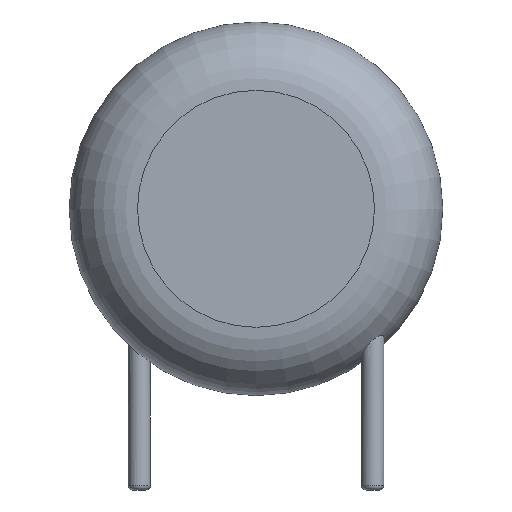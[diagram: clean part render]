
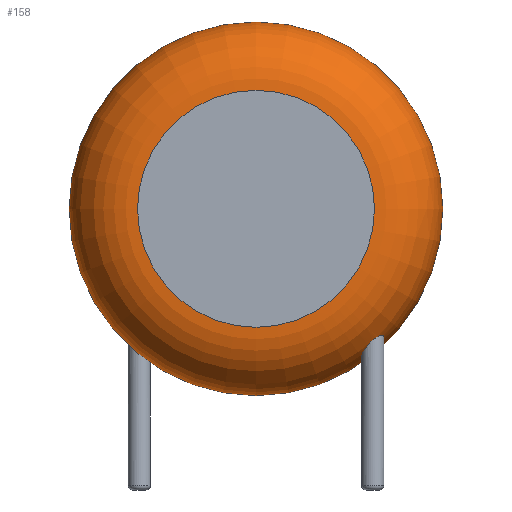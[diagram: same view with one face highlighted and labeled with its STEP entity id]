
A CAD part, front view. The second image highlights one B-rep face of the part: STEP entity #158.
In plain terms, the highlighted toroidal (fillet/blend) face has major radius 3.805 mm and minor radius 2.195 mm.
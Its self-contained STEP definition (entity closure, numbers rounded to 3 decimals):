
#24 = VERTEX_POINT('',#25);
#25 = CARTESIAN_POINT('',(9.75,-0.955,6.03));
#31 = EDGE_CURVE('',#24,#24,#32,.T.);
#32 = CIRCLE('',#33,6.);
#33 = AXIS2_PLACEMENT_3D('',#34,#35,#36);
#34 = CARTESIAN_POINT('',(3.75,-0.955,6.03));
#35 = DIRECTION('',(0.,-1.,0.));
#36 = DIRECTION('',(1.,0.,0.));
#158 = ADVANCED_FACE('',(#159,#179),#250,.T.);
#159 = FACE_BOUND('',#160,.T.);
#160 = EDGE_LOOP('',(#161,#162,#171,#178));
#161 = ORIENTED_EDGE('',*,*,#31,.T.);
#162 = ORIENTED_EDGE('',*,*,#163,.T.);
#163 = EDGE_CURVE('',#24,#164,#166,.T.);
#164 = VERTEX_POINT('',#165);
#165 = CARTESIAN_POINT('',(7.555,-3.15,6.03));
#166 = CIRCLE('',#167,2.195);
#167 = AXIS2_PLACEMENT_3D('',#168,#169,#170);
#168 = CARTESIAN_POINT('',(7.555,-0.955,6.03));
#169 = DIRECTION('',(0.,0.,-1.));
#170 = DIRECTION('',(1.,0.,0.));
#171 = ORIENTED_EDGE('',*,*,#172,.F.);
#172 = EDGE_CURVE('',#164,#164,#173,.T.);
#173 = CIRCLE('',#174,3.805);
#174 = AXIS2_PLACEMENT_3D('',#175,#176,#177);
#175 = CARTESIAN_POINT('',(3.75,-3.15,6.03));
#176 = DIRECTION('',(0.,-1.,0.));
#177 = DIRECTION('',(1.,0.,0.));
#178 = ORIENTED_EDGE('',*,*,#163,.F.);
#179 = FACE_BOUND('',#180,.T.);
#180 = EDGE_LOOP('',(#181,#200));
#181 = ORIENTED_EDGE('',*,*,#182,.T.);
#182 = EDGE_CURVE('',#183,#185,#187,.T.);
#183 = VERTEX_POINT('',#184);
#184 = CARTESIAN_POINT('',(7.86,-1.8,1.894));
#185 = VERTEX_POINT('',#186);
#186 = CARTESIAN_POINT('',(7.533,-1.441,1.443)
);
#187 = B_SPLINE_CURVE_WITH_KNOTS('',6,(#188,#189,#190,#191,#192,#193,
#194,#195,#196,#197,#198,#199),.UNSPECIFIED.,.F.,.F.,(7,5,7),(
0.,0.622,1.),.UNSPECIFIED.);
#188 = CARTESIAN_POINT('',(7.86,-1.8,1.894));
#189 = CARTESIAN_POINT('',(7.86,-1.743,1.861));
#190 = CARTESIAN_POINT('',(7.849,-1.688,1.821)
);
#191 = CARTESIAN_POINT('',(7.829,-1.636,1.776)
);
#192 = CARTESIAN_POINT('',(7.8,-1.589,1.729
));
#193 = CARTESIAN_POINT('',(7.763,-1.548,1.679
));
#194 = CARTESIAN_POINT('',(7.693,-1.494,1.597
));
#195 = CARTESIAN_POINT('',(7.664,-1.477,1.566
));
#196 = CARTESIAN_POINT('',(7.634,-1.463,1.534)
);
#197 = CARTESIAN_POINT('',(7.601,-1.452,1.503
));
#198 = CARTESIAN_POINT('',(7.567,-1.445,1.473)
);
#199 = CARTESIAN_POINT('',(7.533,-1.441,1.443)
);
#200 = ORIENTED_EDGE('',*,*,#201,.T.);
#201 = EDGE_CURVE('',#185,#183,#202,.T.);
#202 = B_SPLINE_CURVE_WITH_KNOTS('',6,(#203,#204,#205,#206,#207,#208,
#209,#210,#211,#212,#213,#214,#215,#216,#217,#218,#219,#220,#221,
#222,#223,#224,#225,#226,#227,#228,#229,#230,#231,#232,#233,#234,
#235,#236,#237,#238,#239,#240,#241,#242,#243,#244,#245,#246,#247,
#248,#249),.UNSPECIFIED.,.F.,.F.,(7,5,5,5,5,5,5,5,5,7),(0.,
0.159,0.247,0.342,0.394,
0.552,0.698,0.827,0.929,1.),
.UNSPECIFIED.);
#203 = CARTESIAN_POINT('',(7.533,-1.441,1.443)
);
#204 = CARTESIAN_POINT('',(7.487,-1.437,1.404
));
#205 = CARTESIAN_POINT('',(7.44,-1.44,1.367
));
#206 = CARTESIAN_POINT('',(7.393,-1.45,1.333
));
#207 = CARTESIAN_POINT('',(7.348,-1.468,1.304
));
#208 = CARTESIAN_POINT('',(7.306,-1.493,1.28
));
#209 = CARTESIAN_POINT('',(7.248,-1.541,1.254)
);
#210 = CARTESIAN_POINT('',(7.229,-1.56,1.246)
);
#211 = CARTESIAN_POINT('',(7.212,-1.581,1.241
));
#212 = CARTESIAN_POINT('',(7.197,-1.603,1.239)
);
#213 = CARTESIAN_POINT('',(7.184,-1.626,1.238)
);
#214 = CARTESIAN_POINT('',(7.161,-1.676,1.242
));
#215 = CARTESIAN_POINT('',(7.151,-1.703,1.247
));
#216 = CARTESIAN_POINT('',(7.145,-1.731,1.255
));
#217 = CARTESIAN_POINT('',(7.141,-1.759,1.266
));
#218 = CARTESIAN_POINT('',(7.139,-1.787,1.278
));
#219 = CARTESIAN_POINT('',(7.141,-1.829,1.301)
);
#220 = CARTESIAN_POINT('',(7.142,-1.843,1.31
));
#221 = CARTESIAN_POINT('',(7.144,-1.857,1.319
));
#222 = CARTESIAN_POINT('',(7.147,-1.871,1.329
));
#223 = CARTESIAN_POINT('',(7.15,-1.885,1.34
));
#224 = CARTESIAN_POINT('',(7.166,-1.941,1.384)
);
#225 = CARTESIAN_POINT('',(7.183,-1.98,1.421
));
#226 = CARTESIAN_POINT('',(7.206,-2.016,1.463
));
#227 = CARTESIAN_POINT('',(7.233,-2.048,1.506
));
#228 = CARTESIAN_POINT('',(7.264,-2.075,1.551
));
#229 = CARTESIAN_POINT('',(7.331,-2.12,1.639
));
#230 = CARTESIAN_POINT('',(7.365,-2.137,1.682
));
#231 = CARTESIAN_POINT('',(7.403,-2.151,1.724
));
#232 = CARTESIAN_POINT('',(7.442,-2.159,1.766
));
#233 = CARTESIAN_POINT('',(7.484,-2.162,1.805
));
#234 = CARTESIAN_POINT('',(7.562,-2.156,1.871
));
#235 = CARTESIAN_POINT('',(7.6,-2.149,1.899)
);
#236 = CARTESIAN_POINT('',(7.637,-2.137,1.923)
);
#237 = CARTESIAN_POINT('',(7.673,-2.12,1.942
));
#238 = CARTESIAN_POINT('',(7.706,-2.098,1.955
));
#239 = CARTESIAN_POINT('',(7.76,-2.051,1.969
));
#240 = CARTESIAN_POINT('',(7.781,-2.028,1.972
));
#241 = CARTESIAN_POINT('',(7.8,-2.003,1.971)
);
#242 = CARTESIAN_POINT('',(7.816,-1.977,1.967)
);
#243 = CARTESIAN_POINT('',(7.829,-1.949,1.96)
);
#244 = CARTESIAN_POINT('',(7.846,-1.901,1.944)
);
#245 = CARTESIAN_POINT('',(7.852,-1.881,1.936
));
#246 = CARTESIAN_POINT('',(7.856,-1.86,1.927)
);
#247 = CARTESIAN_POINT('',(7.859,-1.84,1.917
));
#248 = CARTESIAN_POINT('',(7.86,-1.82,1.906));
#249 = CARTESIAN_POINT('',(7.86,-1.8,1.894));
#250 = TOROIDAL_SURFACE('',#251,3.805,2.195);
#251 = AXIS2_PLACEMENT_3D('',#252,#253,#254);
#252 = CARTESIAN_POINT('',(3.75,-0.955,6.03));
#253 = DIRECTION('',(0.,-1.,0.));
#254 = DIRECTION('',(1.,0.,0.));
